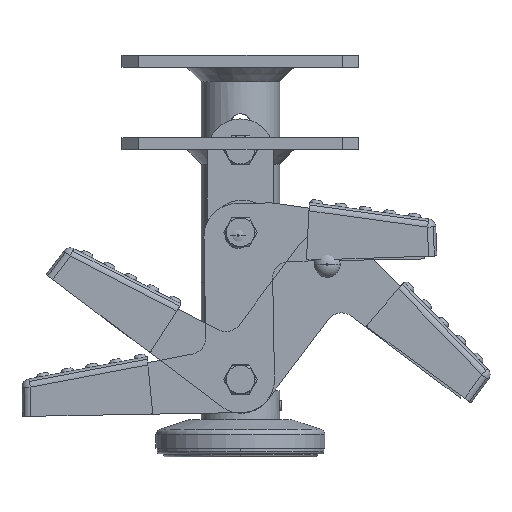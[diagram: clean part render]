
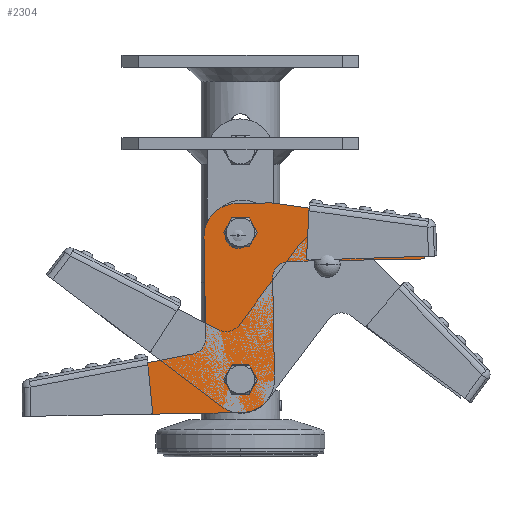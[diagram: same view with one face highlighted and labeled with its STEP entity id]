
A CAD part, front view. The second image highlights one B-rep face of the part: STEP entity #2304.
In plain terms, the highlighted planar face has unit normal (0, -1, 0).
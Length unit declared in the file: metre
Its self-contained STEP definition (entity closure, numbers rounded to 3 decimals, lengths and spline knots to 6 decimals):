
#2304=ADVANCED_FACE('101:2988',(#4884,#4885,#4886),#4887,.F.);
#4884=FACE_BOUND('',#24298,.T.);
#4885=FACE_BOUND('',#24299,.T.);
#4886=FACE_OUTER_BOUND('',#24300,.T.);
#4887=PLANE('',#24301);
#24298=EDGE_LOOP('',(#48997,#48998));
#24299=EDGE_LOOP('',(#48999,#49000));
#24300=EDGE_LOOP('',(#49001,#49002,#49003,#49004,#49005,#49006,#49007,#49008,#49009,#49010,#49011,#49012,#49013));
#24301=AXIS2_PLACEMENT_3D('',#49014,#49015,#49016);
#48997=ORIENTED_EDGE('',*,*,#56118,.F.);
#48998=ORIENTED_EDGE('',*,*,#56072,.F.);
#48999=ORIENTED_EDGE('',*,*,#56116,.F.);
#49000=ORIENTED_EDGE('',*,*,#56076,.F.);
#49001=ORIENTED_EDGE('',*,*,#56077,.F.);
#49002=ORIENTED_EDGE('',*,*,#56114,.F.);
#49003=ORIENTED_EDGE('',*,*,#56111,.F.);
#49004=ORIENTED_EDGE('',*,*,#56108,.F.);
#49005=ORIENTED_EDGE('',*,*,#56105,.F.);
#49006=ORIENTED_EDGE('',*,*,#56102,.F.);
#49007=ORIENTED_EDGE('',*,*,#56099,.F.);
#49008=ORIENTED_EDGE('',*,*,#56096,.F.);
#49009=ORIENTED_EDGE('',*,*,#56093,.F.);
#49010=ORIENTED_EDGE('',*,*,#56090,.F.);
#49011=ORIENTED_EDGE('',*,*,#56087,.F.);
#49012=ORIENTED_EDGE('',*,*,#56084,.F.);
#49013=ORIENTED_EDGE('',*,*,#56081,.F.);
#49014=CARTESIAN_POINT('',(0.0,-0.03,0.0));
#49015=DIRECTION('',(0.0,1.0,0.0));
#49016=DIRECTION('',(0.0,0.0,1.0));
#56072=EDGE_CURVE('101:3117',#61470,#61466,#61472,.T.);
#56076=EDGE_CURVE('101:3111',#61478,#61474,#61480,.T.);
#56077=EDGE_CURVE('101:2994',#61481,#61482,#61483,.T.);
#56081=EDGE_CURVE('101:3006',#61482,#61489,#61490,.T.);
#56084=EDGE_CURVE('101:3015',#61489,#61494,#61495,.T.);
#56087=EDGE_CURVE('101:3024',#61494,#61499,#61500,.T.);
#56090=EDGE_CURVE('101:3033',#61499,#61504,#61505,.T.);
#56093=EDGE_CURVE('101:3042',#61504,#61509,#61510,.T.);
#56096=EDGE_CURVE('101:3051',#61509,#61514,#61515,.T.);
#56099=EDGE_CURVE('101:3060',#61514,#61519,#61520,.T.);
#56102=EDGE_CURVE('101:3069',#61519,#61524,#61525,.T.);
#56105=EDGE_CURVE('101:3078',#61524,#61529,#61530,.T.);
#56108=EDGE_CURVE('101:3087',#61529,#61534,#61535,.T.);
#56111=EDGE_CURVE('101:3096',#61534,#61539,#61540,.T.);
#56114=EDGE_CURVE('101:3105',#61539,#61481,#61544,.T.);
#56116=EDGE_CURVE('101:3111',#61474,#61478,#61546,.T.);
#56118=EDGE_CURVE('101:3117',#61466,#61470,#61548,.T.);
#61466=VERTEX_POINT('',#79876);
#61470=VERTEX_POINT('',#79881);
#61472=CIRCLE('',#79884,0.004);
#61474=VERTEX_POINT('',#79886);
#61478=VERTEX_POINT('',#79891);
#61480=CIRCLE('',#79894,0.005);
#61481=VERTEX_POINT('',#79895);
#61482=VERTEX_POINT('',#79896);
#61483=LINE('',#79897,#79898);
#61489=VERTEX_POINT('',#79907);
#61490=CIRCLE('',#79908,0.016);
#61494=VERTEX_POINT('',#79913);
#61495=LINE('',#79914,#79915);
#61499=VERTEX_POINT('',#79921);
#61500=LINE('',#79922,#79923);
#61504=VERTEX_POINT('',#79929);
#61505=LINE('',#79930,#79931);
#61509=VERTEX_POINT('',#79937);
#61510=LINE('',#79938,#79939);
#61514=VERTEX_POINT('',#79945);
#61515=CIRCLE('',#79946,0.008);
#61519=VERTEX_POINT('',#79951);
#61520=LINE('',#79952,#79953);
#61524=VERTEX_POINT('',#79959);
#61525=CIRCLE('',#79960,0.016);
#61529=VERTEX_POINT('',#79965);
#61530=LINE('',#79966,#79967);
#61534=VERTEX_POINT('',#79973);
#61535=LINE('',#79974,#79975);
#61539=VERTEX_POINT('',#79981);
#61540=LINE('',#79982,#79983);
#61544=CIRCLE('',#79989,0.008);
#61546=CIRCLE('',#79991,0.005);
#61548=CIRCLE('',#79993,0.004);
#79876=CARTESIAN_POINT('',(0.045497,-0.03,-0.068003));
#79881=CARTESIAN_POINT('',(0.053497,-0.03,-0.068003));
#79884=AXIS2_PLACEMENT_3D('',#94402,#94403,#94404);
#79886=CARTESIAN_POINT('',(0.005,-0.03,-0.1175));
#79891=CARTESIAN_POINT('',(-0.005,-0.03,-0.1175));
#79894=AXIS2_PLACEMENT_3D('',#94410,#94411,#94412);
#79895=CARTESIAN_POINT('',(0.002982,-0.03,-0.091184));
#79896=CARTESIAN_POINT('',(0.037477,-0.03,-0.056689));
#79897=CARTESIAN_POINT('',(0.002982,-0.03,-0.091184));
#79898=VECTOR('',#94413,1.0);
#79907=CARTESIAN_POINT('',(0.060104,-0.03,-0.056689));
#79908=AXIS2_PLACEMENT_3D('',#94417,#94418,#94419);
#79913=CARTESIAN_POINT('',(0.072125,-0.03,-0.06871));
#79914=CARTESIAN_POINT('',(0.072125,-0.03,-0.06871));
#79915=VECTOR('',#94424,1.0);
#79921=CARTESIAN_POINT('',(0.116319,-0.03,-0.129167));
#79922=CARTESIAN_POINT('',(0.116319,-0.03,-0.129167));
#79923=VECTOR('',#94427,1.0);
#79929=CARTESIAN_POINT('',(0.104298,-0.03,-0.141188));
#79930=CARTESIAN_POINT('',(0.104298,-0.03,-0.141188));
#79931=VECTOR('',#94430,1.0);
#79937=CARTESIAN_POINT('',(0.057629,-0.03,-0.094519));
#79938=CARTESIAN_POINT('',(0.057629,-0.03,-0.094519));
#79939=VECTOR('',#94433,1.0);
#79945=CARTESIAN_POINT('',(0.046315,-0.03,-0.094519));
#79946=AXIS2_PLACEMENT_3D('',#94436,#94437,#94438);
#79951=CARTESIAN_POINT('',(0.011667,-0.03,-0.129167));
#79952=CARTESIAN_POINT('',(0.011667,-0.03,-0.129167));
#79953=VECTOR('',#94443,1.0);
#79959=CARTESIAN_POINT('',(-0.01096,-0.03,-0.129167));
#79960=AXIS2_PLACEMENT_3D('',#94446,#94447,#94448);
#79965=CARTESIAN_POINT('',(-0.075307,-0.03,-0.064821));
#79966=CARTESIAN_POINT('',(-0.022981,-0.03,-0.117146));
#79967=VECTOR('',#94453,1.0);
#79973=CARTESIAN_POINT('',(-0.063286,-0.03,-0.0528));
#79974=CARTESIAN_POINT('',(-0.075307,-0.03,-0.064821));
#79975=VECTOR('',#94456,1.0);
#79981=CARTESIAN_POINT('',(-0.007268,-0.03,-0.092077));
#79982=CARTESIAN_POINT('',(-0.007268,-0.03,-0.092077));
#79983=VECTOR('',#94459,1.);
#79989=AXIS2_PLACEMENT_3D('',#94462,#94463,#94464);
#79991=AXIS2_PLACEMENT_3D('',#94468,#94469,#94470);
#79993=AXIS2_PLACEMENT_3D('',#94474,#94475,#94476);
#94402=CARTESIAN_POINT('',(0.049497,-0.03,-0.068003));
#94403=DIRECTION('',(-0.0,-1.0,-0.0));
#94404=DIRECTION('',(-1.0,0.0,0.0));
#94410=CARTESIAN_POINT('',(0.,-0.03,-0.1175));
#94411=DIRECTION('',(0.0,-1.0,0.0));
#94412=DIRECTION('',(1.0,0.0,0.0));
#94413=DIRECTION('',(0.707,0.0,0.707));
#94417=CARTESIAN_POINT('',(0.04879,-0.03,-0.068003));
#94418=DIRECTION('',(0.0,1.0,0.0));
#94419=DIRECTION('',(-0.707,0.0,0.707));
#94424=DIRECTION('',(0.707,0.0,-0.707));
#94427=DIRECTION('',(0.59,0.0,-0.807));
#94430=DIRECTION('',(-0.707,-0.0,-0.707));
#94433=DIRECTION('',(-0.707,0.0,0.707));
#94436=CARTESIAN_POINT('',(0.051972,-0.03,-0.100176));
#94437=DIRECTION('',(0.0,-1.0,0.0));
#94438=DIRECTION('',(-0.707,0.0,0.707));
#94443=DIRECTION('',(-0.707,-0.0,-0.707));
#94446=CARTESIAN_POINT('',(0.000354,-0.03,-0.117854));
#94447=DIRECTION('',(0.0,1.0,0.0));
#94448=DIRECTION('',(-0.707,0.0,-0.707));
#94453=DIRECTION('',(-0.707,0.0,0.707));
#94456=DIRECTION('',(0.707,0.0,0.707));
#94459=DIRECTION('',(0.819,0.0,-0.574));
#94462=CARTESIAN_POINT('',(-0.002675,-0.03,-0.085527));
#94463=DIRECTION('',(0.0,-1.0,-0.0));
#94464=DIRECTION('',(-0.574,0.0,-0.819));
#94468=CARTESIAN_POINT('',(0.,-0.03,-0.1175));
#94469=DIRECTION('',(0.0,-1.0,0.0));
#94470=DIRECTION('',(1.0,0.0,0.0));
#94474=CARTESIAN_POINT('',(0.049497,-0.03,-0.068003));
#94475=DIRECTION('',(-0.0,-1.0,-0.0));
#94476=DIRECTION('',(-1.0,0.0,0.0));
